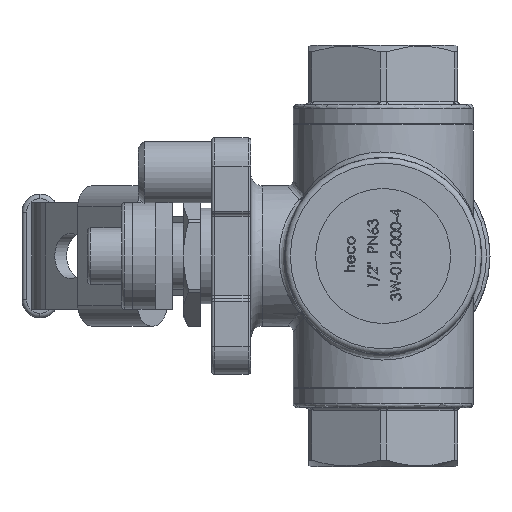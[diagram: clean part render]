
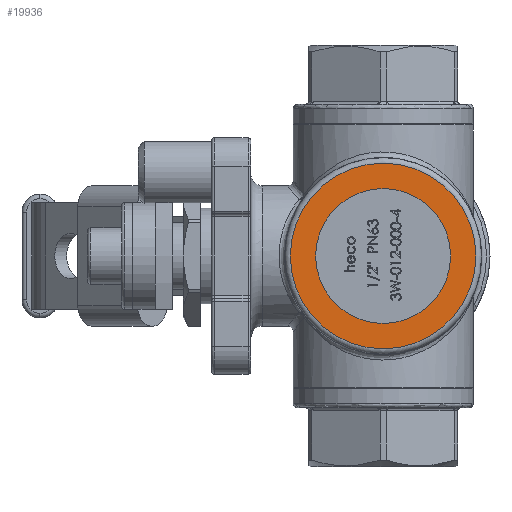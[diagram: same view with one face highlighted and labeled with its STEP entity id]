
A CAD part, left-side view. The second image highlights one B-rep face of the part: STEP entity #19936.
In plain terms, the highlighted planar face has unit normal (-1, 0, 0).
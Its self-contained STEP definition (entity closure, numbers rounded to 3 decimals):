
#968 = FACE_OUTER_BOUND ( 'NONE', #34154, .T. ) ;
#981 = FACE_BOUND ( 'NONE', #34152, .T. ) ;
#983 = PLANE ( 'NONE',  #42434 ) ;
#992 = CARTESIAN_POINT ( 'NONE',  ( -20., 0., 0. ) ) ;
#993 = DIRECTION ( 'NONE',  ( 1., 0., 0. ) ) ;
#994 = DIRECTION ( 'NONE',  ( 0., 0., -1. ) ) ;
#4513 = CARTESIAN_POINT ( 'NONE',  ( -20., 0., 0. ) ) ;
#4514 = DIRECTION ( 'NONE',  ( -1., 0., 0. ) ) ;
#4515 = DIRECTION ( 'NONE',  ( 0., 0., 1. ) ) ;
#4517 = CARTESIAN_POINT ( 'NONE',  ( -20., 0., 0. ) ) ;
#4518 = DIRECTION ( 'NONE',  ( -1., 0., 0. ) ) ;
#4519 = DIRECTION ( 'NONE',  ( 0., 0., -1. ) ) ;
#5179 = AXIS2_PLACEMENT_3D ( 'NONE', #4513, #4514, #4515 ) ;
#5185 = AXIS2_PLACEMENT_3D ( 'NONE', #4517, #4518, #4519 ) ;
#5186 = CIRCLE ( 'NONE', #5179, 12. ) ;
#5188 = CIRCLE ( 'NONE', #5185, 16.5 ) ;
#19936 = ADVANCED_FACE ( 'NONE', ( #981, #968 ), #983, .F. ) ;
#21280 = VERTEX_POINT ( 'NONE', #21283 ) ;
#21282 = VERTEX_POINT ( 'NONE', #21285 ) ;
#21283 = CARTESIAN_POINT ( 'NONE',  ( -20., 0., 12. ) ) ;
#21285 = CARTESIAN_POINT ( 'NONE',  ( -20., 0., -16.5 ) ) ;
#21371 = EDGE_CURVE ( 'NONE', #21280, #21280, #5186, .T. ) ;
#21372 = EDGE_CURVE ( 'NONE', #21282, #21282, #5188, .T. ) ;
#34152 = EDGE_LOOP ( 'NONE', ( #34492 ) ) ;
#34154 = EDGE_LOOP ( 'NONE', ( #34489 ) ) ;
#34489 = ORIENTED_EDGE ( 'NONE', *, *, #21372, .T. ) ;
#34492 = ORIENTED_EDGE ( 'NONE', *, *, #21371, .F. ) ;
#42434 = AXIS2_PLACEMENT_3D ( 'NONE', #992, #993, #994 ) ;
